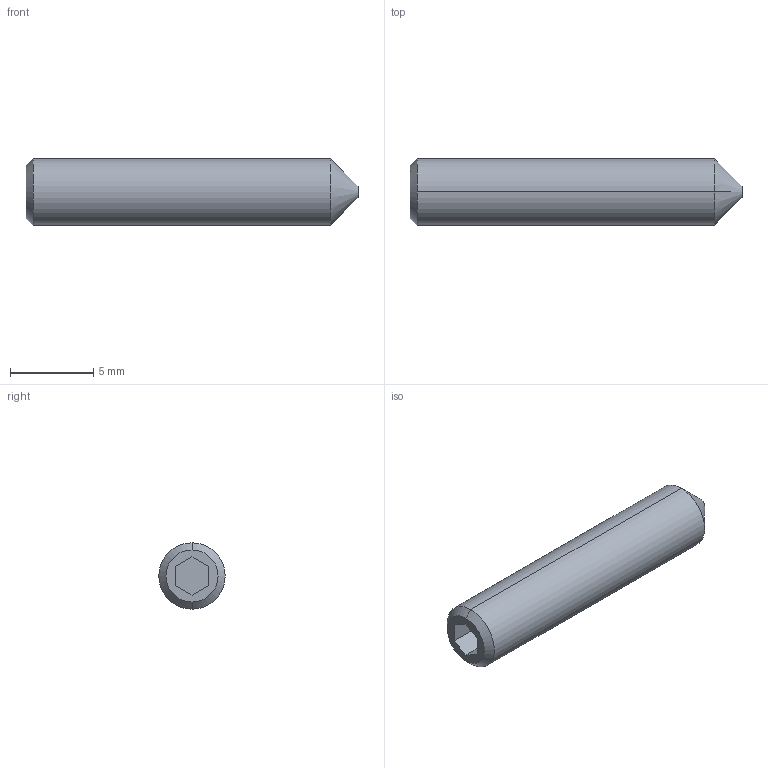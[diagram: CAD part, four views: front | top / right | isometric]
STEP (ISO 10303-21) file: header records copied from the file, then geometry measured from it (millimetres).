
FILE_DESCRIPTION(('starvars output'),'2;1');
FILE_NAME('cv20160718114558000018703.stp','11:45:58 2016/07/18',( 'Thomas Industrial Network Germany GmbH'),( 'Thomas Industrial Network Germany GmbH'),'unknown preprocess','ACIS' ,'unknown authorization');
FILE_SCHEMA(('AUTOMOTIVE_DESIGN_CC2 {UNKNOWN IMPLEMENTATION LEVEL}'));
Length unit declared in the file: millimetre
Products named in the file (1): PRODUCT_ID_1
Bounding box: 20 x 4 x 4 mm (x, y, z)
Volume: 226.9 mm3; surface area: 279.3 mm2
Topology: 1 solids, 1 shells, 15 faces, 32 edges, 20 vertices
Faces by surface type: plane 9, cone 4, cylinder 2
Entity records: 570 total; most frequent: ORIENTED_EDGE 64, CARTESIAN_POINT 60, DIRECTION 56, EDGE_CURVE 32, VECTOR 24, LINE 24, VERTEX_POINT 20, EDGE_LOOP 16
